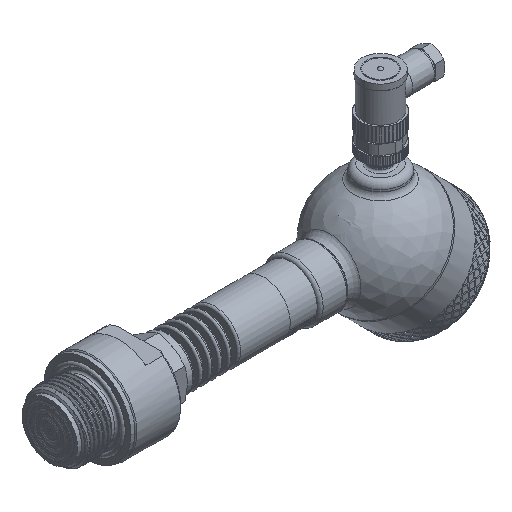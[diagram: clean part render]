
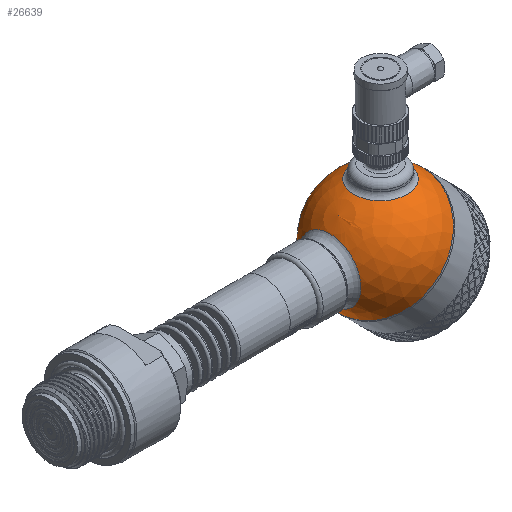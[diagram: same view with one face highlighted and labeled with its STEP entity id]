
A CAD part, isometric view. The second image highlights one B-rep face of the part: STEP entity #26639.
In plain terms, the highlighted spherical face has radius 30 mm.
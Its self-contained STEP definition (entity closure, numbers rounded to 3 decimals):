
#121=SPHERICAL_SURFACE('',#28185,30.);
#190=CIRCLE('',#28182,15.643);
#193=CIRCLE('',#28186,30.);
#194=CIRCLE('',#28187,30.);
#195=CIRCLE('',#28188,30.);
#196=CIRCLE('',#28189,13.5);
#1249=FACE_BOUND('',#5882,.T.);
#1250=FACE_BOUND('',#5883,.T.);
#4150=FACE_OUTER_BOUND('',#5881,.T.);
#5881=EDGE_LOOP('',(#18944,#18945,#18946,#18947));
#5882=EDGE_LOOP('',(#18948));
#5883=EDGE_LOOP('',(#18949));
#10753=VERTEX_POINT('',#41894);
#10755=VERTEX_POINT('',#41900);
#10756=VERTEX_POINT('',#41901);
#10757=VERTEX_POINT('',#41903);
#10758=VERTEX_POINT('',#41906);
#13862=EDGE_CURVE('',#10753,#10753,#190,.T.);
#13865=EDGE_CURVE('',#10755,#10756,#193,.T.);
#13866=EDGE_CURVE('',#10755,#10757,#194,.T.);
#13867=EDGE_CURVE('',#10756,#10755,#195,.T.);
#13868=EDGE_CURVE('',#10758,#10758,#196,.T.);
#18944=ORIENTED_EDGE('',*,*,#13865,.F.);
#18945=ORIENTED_EDGE('',*,*,#13866,.T.);
#18946=ORIENTED_EDGE('',*,*,#13866,.F.);
#18947=ORIENTED_EDGE('',*,*,#13867,.F.);
#18948=ORIENTED_EDGE('',*,*,#13862,.F.);
#18949=ORIENTED_EDGE('',*,*,#13868,.F.);
#26639=ADVANCED_FACE('',(#4150,#1249,#1250),#121,.T.);
#28182=AXIS2_PLACEMENT_3D('',#41895,#30190,#30191);
#28185=AXIS2_PLACEMENT_3D('',#41899,#30196,#30197);
#28186=AXIS2_PLACEMENT_3D('',#41902,#30198,#30199);
#28187=AXIS2_PLACEMENT_3D('',#41904,#30200,#30201);
#28188=AXIS2_PLACEMENT_3D('',#41905,#30202,#30203);
#28189=AXIS2_PLACEMENT_3D('',#41907,#30204,#30205);
#30190=DIRECTION('center_axis',(-0.707,0.,0.707));
#30191=DIRECTION('ref_axis',(0.707,0.,0.707));
#30196=DIRECTION('center_axis',(1.,0.,0.));
#30197=DIRECTION('ref_axis',(0.,-1.,0.));
#30198=DIRECTION('center_axis',(1.,0.,0.));
#30199=DIRECTION('ref_axis',(0.,1.,0.));
#30200=DIRECTION('center_axis',(0.,0.,1.));
#30201=DIRECTION('ref_axis',(0.,1.,0.));
#30202=DIRECTION('center_axis',(1.,0.,0.));
#30203=DIRECTION('ref_axis',(0.,1.,0.));
#30204=DIRECTION('center_axis',(-0.707,0.,-0.707));
#30205=DIRECTION('ref_axis',(-0.707,0.,0.707));
#41894=CARTESIAN_POINT('',(-29.162,0.,7.04));
#41895=CARTESIAN_POINT('Origin',(-18.101,0.,18.101));
#41899=CARTESIAN_POINT('Origin',(0.,0.,0.));
#41900=CARTESIAN_POINT('',(0.,30.,0.));
#41901=CARTESIAN_POINT('',(0.,-30.,0.));
#41902=CARTESIAN_POINT('Origin',(0.,0.,0.));
#41903=CARTESIAN_POINT('',(-30.,0.,0.));
#41904=CARTESIAN_POINT('Origin',(0.,0.,0.));
#41905=CARTESIAN_POINT('Origin',(0.,0.,0.));
#41906=CARTESIAN_POINT('',(-9.398,0.,-28.49));
#41907=CARTESIAN_POINT('Origin',(-18.944,0.,-18.944));
